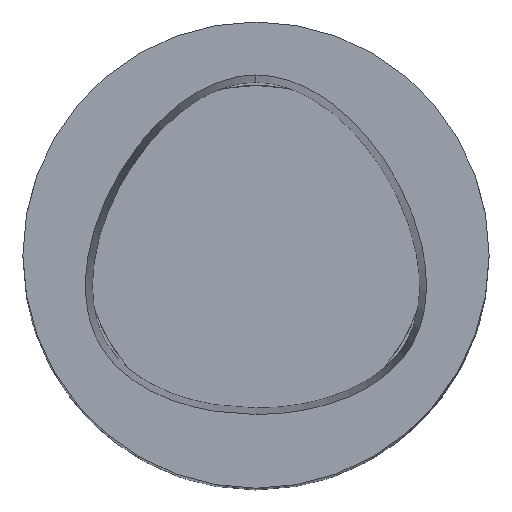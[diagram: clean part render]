
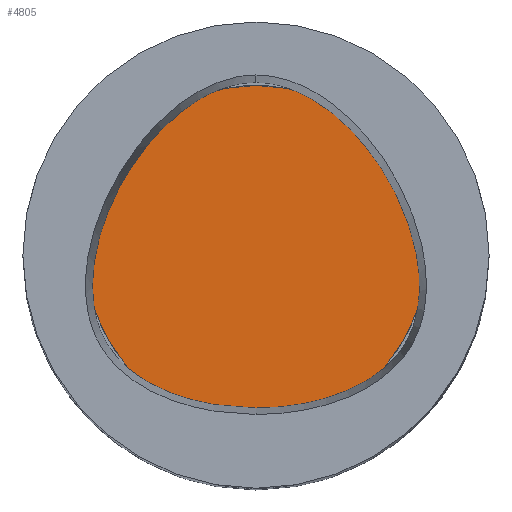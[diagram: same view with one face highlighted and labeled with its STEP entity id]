
A CAD part, top view. The second image highlights one B-rep face of the part: STEP entity #4805.
In plain terms, the highlighted planar face has unit normal (0, 0, 1).
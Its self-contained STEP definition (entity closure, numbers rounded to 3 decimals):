
#1531 = EDGE_CURVE ( 'NONE', #4343, #4458, #2835, .T. ) ;
#1785 = CARTESIAN_POINT ( 'NONE',  ( 0., 0., 90.6 ) ) ;
#1786 = PLANE ( 'NONE',  #2237 ) ;
#1867 = CARTESIAN_POINT ( 'NONE',  ( -23., 0., 90.6 ) ) ;
#2133 = DIRECTION ( 'NONE',  ( -1., 0., 0. ) ) ;
#2147 = ORIENTED_EDGE ( 'NONE', *, *, #1531, .F. ) ;
#2237 = AXIS2_PLACEMENT_3D ( 'NONE', #3760, #4267, #2241 ) ;
#2241 = DIRECTION ( 'NONE',  ( 1., 0., 0. ) ) ;
#2835 = CIRCLE ( 'NONE', #3513, 23. ) ;
#3000 = AXIS2_PLACEMENT_3D ( 'NONE', #3681, #3655, #4057 ) ;
#3388 = FACE_OUTER_BOUND ( 'NONE', #5200, .T. ) ;
#3457 = CARTESIAN_POINT ( 'NONE',  ( 23., 0., 90.6 ) ) ;
#3513 = AXIS2_PLACEMENT_3D ( 'NONE', #1785, #4557, #2133 ) ;
#3655 = DIRECTION ( 'NONE',  ( 0., 0., -1. ) ) ;
#3681 = CARTESIAN_POINT ( 'NONE',  ( 0., 0., 90.6 ) ) ;
#3693 = ORIENTED_EDGE ( 'NONE', *, *, #4525, .F. ) ;
#3760 = CARTESIAN_POINT ( 'NONE',  ( 0., 0., 90.6 ) ) ;
#3771 = CIRCLE ( 'NONE', #3000, 23. ) ;
#4057 = DIRECTION ( 'NONE',  ( -1., 0., 0. ) ) ;
#4267 = DIRECTION ( 'NONE',  ( 0., 0., 1. ) ) ;
#4343 = VERTEX_POINT ( 'NONE', #3457 ) ;
#4458 = VERTEX_POINT ( 'NONE', #1867 ) ;
#4525 = EDGE_CURVE ( 'NONE', #4458, #4343, #3771, .T. ) ;
#4557 = DIRECTION ( 'NONE',  ( 0., 0., -1. ) ) ;
#4805 = ADVANCED_FACE ( 'NONE', ( #3388 ), #1786, .T. ) ;
#5200 = EDGE_LOOP ( 'NONE', ( #3693, #2147 ) ) ;
